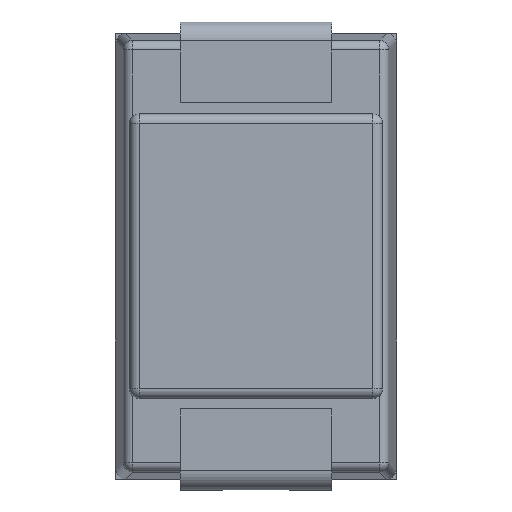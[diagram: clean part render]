
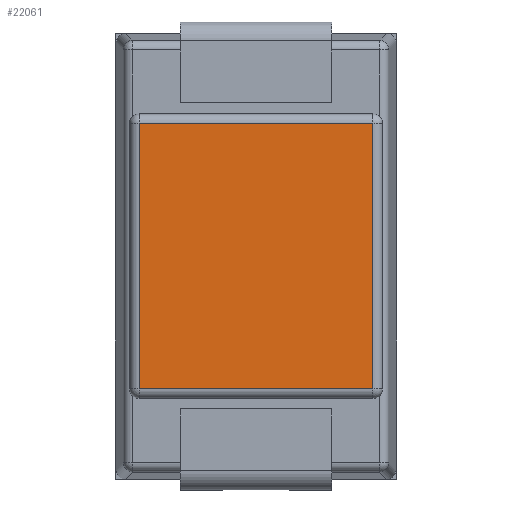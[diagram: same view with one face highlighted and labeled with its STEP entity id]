
A CAD part, top view. The second image highlights one B-rep face of the part: STEP entity #22061.
In plain terms, the highlighted planar face has unit normal (0, 0, 1).
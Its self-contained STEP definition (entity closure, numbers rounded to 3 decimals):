
#21725=CARTESIAN_POINT('',(1.85,2.1,1.56));
#21726=VERTEX_POINT('',#21725);
#21734=CARTESIAN_POINT('',(1.85,-2.1,1.56));
#21735=VERTEX_POINT('',#21734);
#21736=CARTESIAN_POINT('',(1.85,2.1,1.56));
#21737=DIRECTION('',(0.0,-1.0,0.0));
#21738=VECTOR('',#21737,4.2);
#21739=LINE('',#21736,#21738);
#21740=EDGE_CURVE('',#21726,#21735,#21739,.T.);
#21774=CARTESIAN_POINT('',(-1.85,-2.1,1.56));
#21775=VERTEX_POINT('',#21774);
#21776=CARTESIAN_POINT('',(1.85,-2.1,1.56));
#21777=DIRECTION('',(-1.0,0.0,0.0));
#21778=VECTOR('',#21777,3.7);
#21779=LINE('',#21776,#21778);
#21780=EDGE_CURVE('',#21735,#21775,#21779,.T.);
#21814=CARTESIAN_POINT('',(-1.85,2.1,1.56));
#21815=VERTEX_POINT('',#21814);
#21816=CARTESIAN_POINT('',(-1.85,-2.1,1.56));
#21817=DIRECTION('',(0.0,1.0,0.0));
#21818=VECTOR('',#21817,4.2);
#21819=LINE('',#21816,#21818);
#21820=EDGE_CURVE('',#21775,#21815,#21819,.T.);
#21880=CARTESIAN_POINT('',(-1.85,2.1,1.56));
#21881=DIRECTION('',(1.0,0.0,0.0));
#21882=VECTOR('',#21881,3.7);
#21883=LINE('',#21880,#21882);
#21884=EDGE_CURVE('',#21815,#21726,#21883,.T.);
#22050=CARTESIAN_POINT('',(0.0,0.,1.56));
#22051=DIRECTION('',(0.0,0.0,1.0));
#22052=DIRECTION('',(1.0,0.0,0.0));
#22053=AXIS2_PLACEMENT_3D('',#22050,#22051,#22052);
#22054=PLANE('',#22053);
#22055=ORIENTED_EDGE('',*,*,#21740,.F.);
#22056=ORIENTED_EDGE('',*,*,#21884,.F.);
#22057=ORIENTED_EDGE('',*,*,#21820,.F.);
#22058=ORIENTED_EDGE('',*,*,#21780,.F.);
#22059=EDGE_LOOP('',(#22055,#22056,#22057,#22058));
#22060=FACE_OUTER_BOUND('',#22059,.T.);
#22061=ADVANCED_FACE('',(#22060),#22054,.T.);
